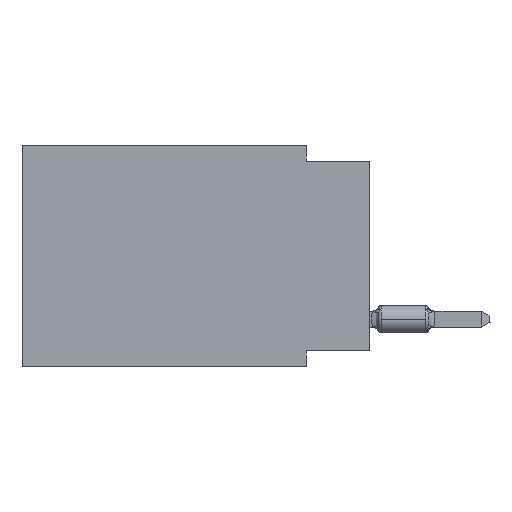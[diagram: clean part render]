
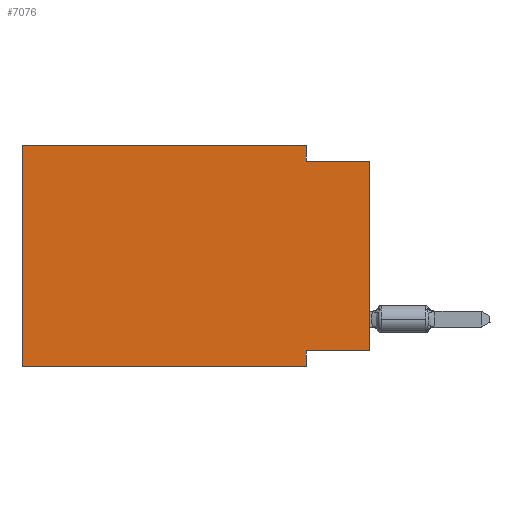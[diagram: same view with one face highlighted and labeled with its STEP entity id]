
A CAD part, left-side view. The second image highlights one B-rep face of the part: STEP entity #7076.
In plain terms, the highlighted planar face has unit normal (-1, 0, 0).
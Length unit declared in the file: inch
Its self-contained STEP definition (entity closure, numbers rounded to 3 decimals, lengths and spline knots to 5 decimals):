
#157 = DIRECTION ( 'NONE',  ( 0., 0., 1. ) ) ;
#2011 = VERTEX_POINT ( 'NONE', #7286 ) ;
#2065 = VERTEX_POINT ( 'NONE', #14723 ) ;
#2495 = VERTEX_POINT ( 'NONE', #23699 ) ;
#3472 = VECTOR ( 'NONE', #21149, 39.37008 ) ;
#3529 = LINE ( 'NONE', #7477, #5031 ) ;
#4784 = EDGE_CURVE ( 'NONE', #2495, #18798, #20741, .T. ) ;
#5031 = VECTOR ( 'NONE', #15032, 39.37008 ) ;
#6282 = VECTOR ( 'NONE', #28202, 39.37008 ) ;
#7076 = ADVANCED_FACE ( 'NONE', ( #19899 ), #17778, .F. ) ;
#7286 = CARTESIAN_POINT ( 'NONE',  ( 0., 0.1, 0. ) ) ;
#7360 = EDGE_CURVE ( 'NONE', #24713, #2065, #14430, .T. ) ;
#7477 = CARTESIAN_POINT ( 'NONE',  ( 0., 0.55, 0. ) ) ;
#8240 = DIRECTION ( 'NONE',  ( 1., 0., 0. ) ) ;
#8426 = EDGE_CURVE ( 'NONE', #20448, #18798, #13090, .T. ) ;
#8482 = ORIENTED_EDGE ( 'NONE', *, *, #24411, .F. ) ;
#8553 = DIRECTION ( 'NONE',  ( 0., -1., 0. ) ) ;
#9072 = ORIENTED_EDGE ( 'NONE', *, *, #7360, .F. ) ;
#9208 = CARTESIAN_POINT ( 'NONE',  ( 0., 0.55, -0.35 ) ) ;
#10462 = CARTESIAN_POINT ( 'NONE',  ( 0., 0.1, -0.025 ) ) ;
#10782 = ORIENTED_EDGE ( 'NONE', *, *, #4784, .T. ) ;
#11787 = DIRECTION ( 'NONE',  ( 0., -1., 0. ) ) ;
#11989 = LINE ( 'NONE', #12540, #6282 ) ;
#12492 = VECTOR ( 'NONE', #8553, 39.37008 ) ;
#12540 = CARTESIAN_POINT ( 'NONE',  ( 0., 0.1, 0. ) ) ;
#13090 = LINE ( 'NONE', #29301, #12492 ) ;
#13169 = ORIENTED_EDGE ( 'NONE', *, *, #8426, .F. ) ;
#13182 = CARTESIAN_POINT ( 'NONE',  ( 0., 0.55, 0. ) ) ;
#13196 = CARTESIAN_POINT ( 'NONE',  ( 0., 0.55, 0. ) ) ;
#13901 = CARTESIAN_POINT ( 'NONE',  ( 0., 0., -0.025 ) ) ;
#14197 = VECTOR ( 'NONE', #157, 39.37008 ) ;
#14430 = LINE ( 'NONE', #25935, #25985 ) ;
#14723 = CARTESIAN_POINT ( 'NONE',  ( 0., 0.1, -0.35 ) ) ;
#15032 = DIRECTION ( 'NONE',  ( 0., 0., 1. ) ) ;
#15424 = CARTESIAN_POINT ( 'NONE',  ( 0., 0.55, -0.35 ) ) ;
#15613 = DIRECTION ( 'NONE',  ( 0., -1., 0. ) ) ;
#16228 = CARTESIAN_POINT ( 'NONE',  ( 0., 0., 0. ) ) ;
#16632 = CARTESIAN_POINT ( 'NONE',  ( 0., 0., -0.325 ) ) ;
#16780 = CARTESIAN_POINT ( 'NONE',  ( 0., 0.1, -0.325 ) ) ;
#17229 = ORIENTED_EDGE ( 'NONE', *, *, #29412, .T. ) ;
#17778 = PLANE ( 'NONE',  #23448 ) ;
#18798 = VERTEX_POINT ( 'NONE', #13901 ) ;
#19109 = EDGE_CURVE ( 'NONE', #2011, #20448, #11989, .T. ) ;
#19899 = FACE_OUTER_BOUND ( 'NONE', #29854, .T. ) ;
#20410 = VERTEX_POINT ( 'NONE', #13196 ) ;
#20448 = VERTEX_POINT ( 'NONE', #10462 ) ;
#20741 = LINE ( 'NONE', #16228, #14197 ) ;
#21006 = ORIENTED_EDGE ( 'NONE', *, *, #29306, .F. ) ;
#21149 = DIRECTION ( 'NONE',  ( 0., 1., 0. ) ) ;
#22017 = VERTEX_POINT ( 'NONE', #15424 ) ;
#22165 = DIRECTION ( 'NONE',  ( 0., 0., -1. ) ) ;
#23448 = AXIS2_PLACEMENT_3D ( 'NONE', #24290, #8240, #22165 ) ;
#23699 = CARTESIAN_POINT ( 'NONE',  ( 0., 0., -0.325 ) ) ;
#23931 = EDGE_CURVE ( 'NONE', #22017, #20410, #3529, .T. ) ;
#24169 = ORIENTED_EDGE ( 'NONE', *, *, #19109, .F. ) ;
#24253 = VECTOR ( 'NONE', #11787, 39.37008 ) ;
#24290 = CARTESIAN_POINT ( 'NONE',  ( 0., 0.55, 0. ) ) ;
#24377 = LINE ( 'NONE', #13182, #26949 ) ;
#24411 = EDGE_CURVE ( 'NONE', #20410, #2011, #24377, .T. ) ;
#24713 = VERTEX_POINT ( 'NONE', #16780 ) ;
#25545 = LINE ( 'NONE', #9208, #24253 ) ;
#25935 = CARTESIAN_POINT ( 'NONE',  ( 0., 0.1, -0.35 ) ) ;
#25985 = VECTOR ( 'NONE', #28360, 39.37008 ) ;
#26949 = VECTOR ( 'NONE', #15613, 39.37008 ) ;
#27217 = ORIENTED_EDGE ( 'NONE', *, *, #23931, .F. ) ;
#27977 = LINE ( 'NONE', #16632, #3472 ) ;
#28202 = DIRECTION ( 'NONE',  ( 0., 0., -1. ) ) ;
#28360 = DIRECTION ( 'NONE',  ( 0., 0., -1. ) ) ;
#29301 = CARTESIAN_POINT ( 'NONE',  ( 0., 0., -0.025 ) ) ;
#29306 = EDGE_CURVE ( 'NONE', #2495, #24713, #27977, .T. ) ;
#29412 = EDGE_CURVE ( 'NONE', #22017, #2065, #25545, .T. ) ;
#29854 = EDGE_LOOP ( 'NONE', ( #10782, #13169, #24169, #8482, #27217, #17229, #9072, #21006 ) ) ;
